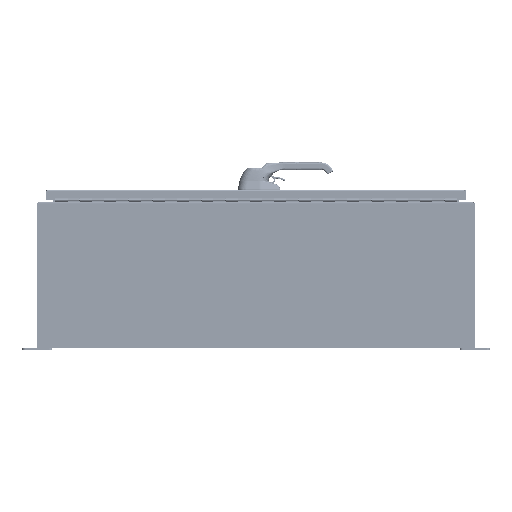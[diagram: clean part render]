
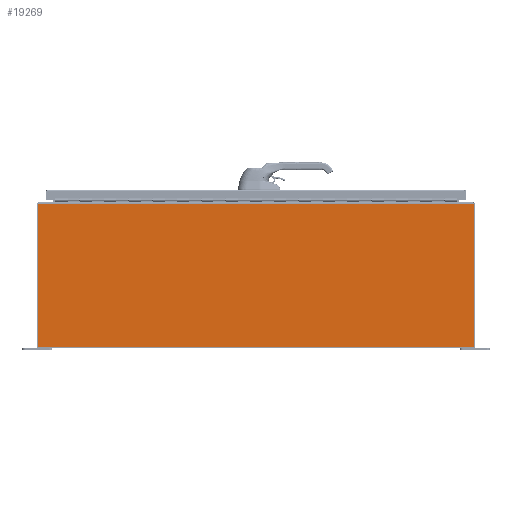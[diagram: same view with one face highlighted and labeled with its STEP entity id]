
A CAD part, left-side view. The second image highlights one B-rep face of the part: STEP entity #19269.
In plain terms, the highlighted face is planar.
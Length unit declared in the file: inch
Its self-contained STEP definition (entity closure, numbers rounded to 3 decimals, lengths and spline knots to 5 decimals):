
#5065 = DIRECTION ( 'NONE',  ( -1., 0., 0. ) ) ;
#6284 = VECTOR ( 'NONE', #61511, 39.37008 ) ;
#9192 = ORIENTED_EDGE ( 'NONE', *, *, #119058, .T. ) ;
#11006 = VERTEX_POINT ( 'NONE', #76070 ) ;
#17270 = VERTEX_POINT ( 'NONE', #136919 ) ;
#19269 = ADVANCED_FACE ( 'NONE', ( #81016 ), #40132, .T. ) ;
#33675 = LINE ( 'NONE', #80654, #130808 ) ;
#38569 = CARTESIAN_POINT ( 'NONE',  ( -5.926, 17.926, 0.074 ) ) ;
#40132 = PLANE ( 'NONE',  #60584 ) ;
#56848 = CARTESIAN_POINT ( 'NONE',  ( -5.926, 17.926, 0.074 ) ) ;
#60584 = AXIS2_PLACEMENT_3D ( 'NONE', #163451, #163290, #162937 ) ;
#61511 = DIRECTION ( 'NONE',  ( 0., 1., 0. ) ) ;
#68580 = CARTESIAN_POINT ( 'NONE',  ( 5.89475, 17.926, 0.074 ) ) ;
#70975 = LINE ( 'NONE', #162025, #134160 ) ;
#74026 = LINE ( 'NONE', #111730, #6284 ) ;
#74432 = ORIENTED_EDGE ( 'NONE', *, *, #130976, .F. ) ;
#76070 = CARTESIAN_POINT ( 'NONE',  ( 5.89475, -17.926, 0.074 ) ) ;
#80654 = CARTESIAN_POINT ( 'NONE',  ( 5.926, -17.926, 0.074 ) ) ;
#81016 = FACE_OUTER_BOUND ( 'NONE', #92056, .T. ) ;
#86129 = ORIENTED_EDGE ( 'NONE', *, *, #102907, .F. ) ;
#92056 = EDGE_LOOP ( 'NONE', ( #9192, #74432, #163657, #86129 ) ) ;
#98880 = DIRECTION ( 'NONE',  ( 0., 1., 0. ) ) ;
#102907 = EDGE_CURVE ( 'NONE', #11006, #17270, #33675, .T. ) ;
#105559 = LINE ( 'NONE', #56848, #135317 ) ;
#111730 = CARTESIAN_POINT ( 'NONE',  ( 5.89475, -8.963, 0.074 ) ) ;
#112676 = EDGE_CURVE ( 'NONE', #17270, #151404, #70975, .T. ) ;
#119058 = EDGE_CURVE ( 'NONE', #11006, #139613, #74026, .T. ) ;
#122008 = DIRECTION ( 'NONE',  ( 1., 0., 0. ) ) ;
#130808 = VECTOR ( 'NONE', #5065, 39.37008 ) ;
#130976 = EDGE_CURVE ( 'NONE', #151404, #139613, #105559, .T. ) ;
#134160 = VECTOR ( 'NONE', #98880, 39.37008 ) ;
#135317 = VECTOR ( 'NONE', #122008, 39.37008 ) ;
#136919 = CARTESIAN_POINT ( 'NONE',  ( -5.926, -17.926, 0.074 ) ) ;
#139613 = VERTEX_POINT ( 'NONE', #68580 ) ;
#151404 = VERTEX_POINT ( 'NONE', #38569 ) ;
#162025 = CARTESIAN_POINT ( 'NONE',  ( -5.926, -17.926, 0.074 ) ) ;
#162937 = DIRECTION ( 'NONE',  ( 1., 0., 0. ) ) ;
#163290 = DIRECTION ( 'NONE',  ( 0., 0., 1. ) ) ;
#163451 = CARTESIAN_POINT ( 'NONE',  ( 0., 0., 0.074 ) ) ;
#163657 = ORIENTED_EDGE ( 'NONE', *, *, #112676, .F. ) ;
